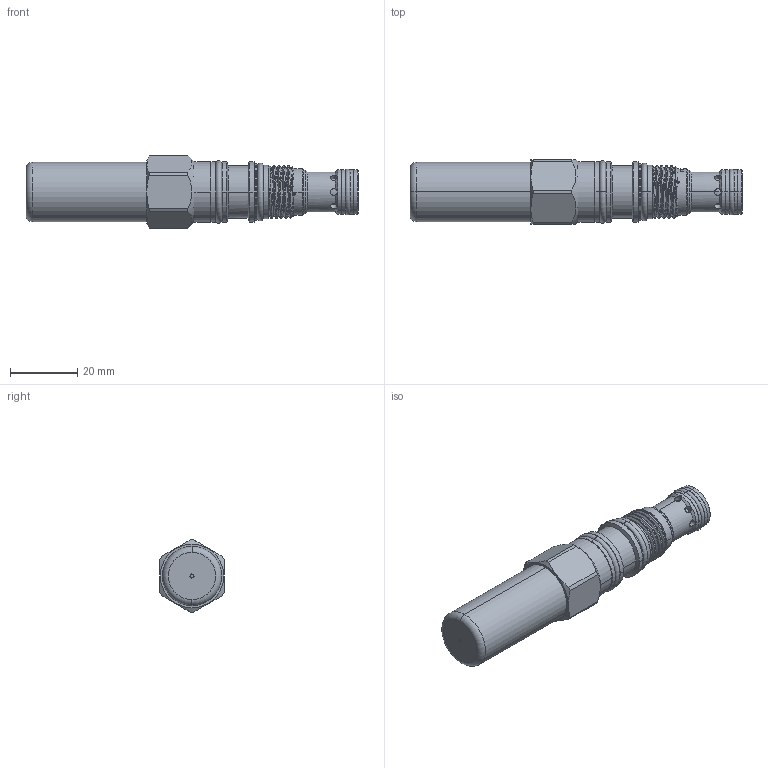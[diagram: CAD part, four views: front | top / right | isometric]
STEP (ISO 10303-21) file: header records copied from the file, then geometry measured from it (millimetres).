
FILE_DESCRIPTION (( 'STEP AP203' ), '1' );
FILE_NAME ('RV163A30-C.STEP', '2024-06-17T03:39:39', ( '' ), ( '' ), 'SwSTEP 2.0', 'SolidWorks 2018', '' );
FILE_SCHEMA (( 'CONFIG_CONTROL_DESIGN' ));
Length unit declared in the file: millimetre
Products named in the file (1): RV163A30-C
Bounding box: 98.5 x 19.05 x 21.4 mm (x, y, z)
Volume: 21636.7 mm3; surface area: 6661.8 mm2
Topology: 1 solids, 1 shells, 177 faces, 421 edges, 266 vertices
Faces by surface type: cylinder 109, plane 30, cone 26, torus 8, bspline 4
Entity records: 7498 total; most frequent: CARTESIAN_POINT 3468, ORIENTED_EDGE 842, DIRECTION 808, EDGE_CURVE 421, AXIS2_PLACEMENT_3D 340, VERTEX_POINT 266, EDGE_LOOP 197, ADVANCED_FACE 177
